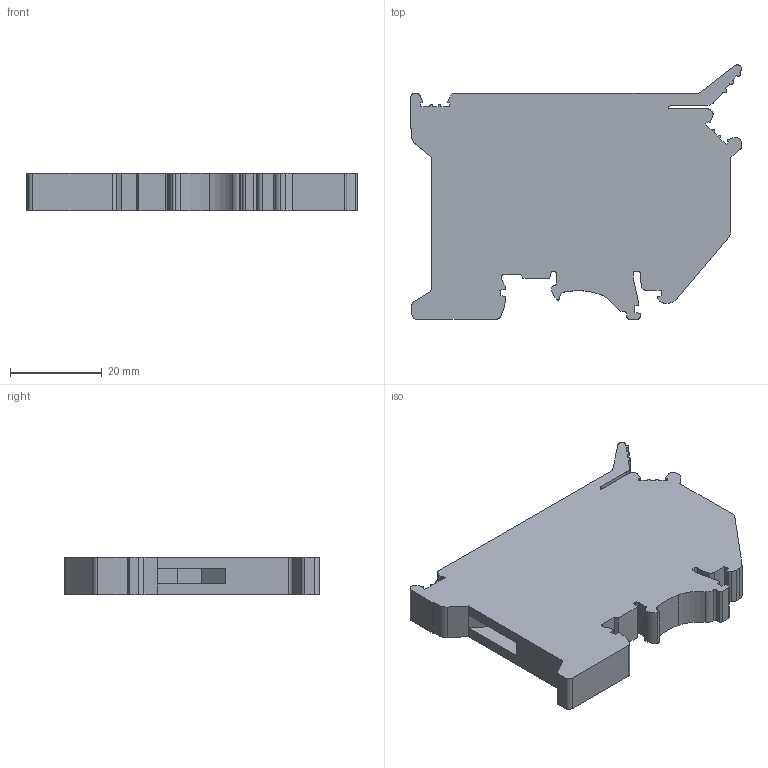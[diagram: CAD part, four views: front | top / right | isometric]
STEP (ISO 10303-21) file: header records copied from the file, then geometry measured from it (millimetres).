
FILE_DESCRIPTION(('STEP AP203'), '1');
FILE_NAME('MTU-4F220_3D', '2024-11-20T11:37:06', (' '), (' '), 'C3D Converter', 'C3D Toolkit', '');
FILE_SCHEMA(('CONFIG_CONTROL_DESIGN'));
Length unit declared in the file: millimetre
Bounding box: 72.2 x 55.5 x 8.2 mm (x, y, z)
Volume: 22879.2 mm3; surface area: 9006.4 mm2
Topology: 1 solids, 1 shells, 165 faces, 478 edges, 318 vertices
Faces by surface type: plane 109, cylinder 56
Entity records: 5467 total; most frequent: CARTESIAN_POINT 962, ORIENTED_EDGE 956, DIRECTION 922, EDGE_CURVE 478, LINE 366, VECTOR 366, VERTEX_POINT 318, AXIS2_PLACEMENT_3D 278
